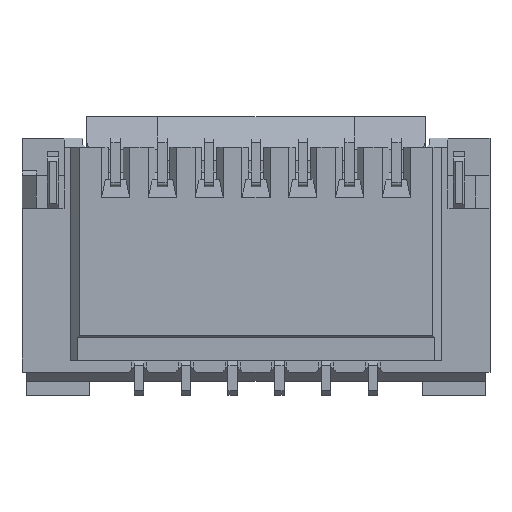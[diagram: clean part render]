
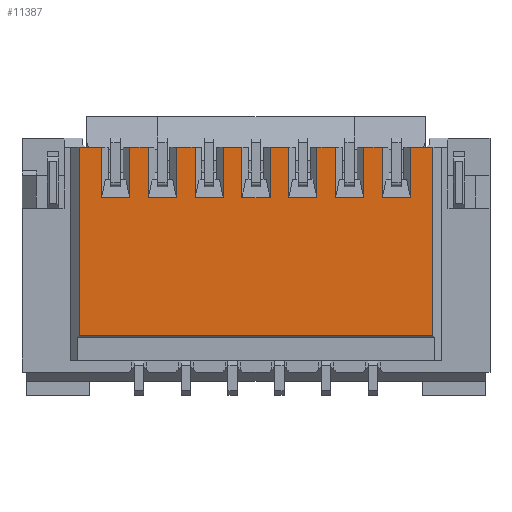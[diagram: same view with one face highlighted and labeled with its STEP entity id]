
A CAD part, front view. The second image highlights one B-rep face of the part: STEP entity #11387.
In plain terms, the highlighted planar face has unit normal (0, -1, 0).
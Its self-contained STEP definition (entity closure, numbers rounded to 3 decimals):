
#2365=DIRECTION('',(-1.,0.,0.));
#2366=VECTOR('',#2365,0.3);
#2367=CARTESIAN_POINT('',(1.65,-0.49,0.735));
#2368=LINE('',#2367,#2366);
#3021=DIRECTION('',(0.,0.,1.));
#3022=VECTOR('',#3021,0.54);
#3023=CARTESIAN_POINT('',(-1.65,-0.49,0.735));
#3024=LINE('',#3023,#3022);
#3025=DIRECTION('',(0.,0.,-1.));
#3026=VECTOR('',#3025,0.54);
#3027=CARTESIAN_POINT('',(-1.35,-0.49,1.275));
#3028=LINE('',#3027,#3026);
#3029=DIRECTION('',(1.,0.,0.));
#3030=VECTOR('',#3029,0.2);
#3031=CARTESIAN_POINT('',(-1.35,-0.49,1.275));
#3032=LINE('',#3031,#3030);
#3033=DIRECTION('',(0.,0.,1.));
#3034=VECTOR('',#3033,0.54);
#3035=CARTESIAN_POINT('',(-1.15,-0.49,0.735));
#3036=LINE('',#3035,#3034);
#3037=DIRECTION('',(0.,0.,-1.));
#3038=VECTOR('',#3037,0.54);
#3039=CARTESIAN_POINT('',(-0.85,-0.49,1.275));
#3040=LINE('',#3039,#3038);
#3041=DIRECTION('',(1.,0.,0.));
#3042=VECTOR('',#3041,0.2);
#3043=CARTESIAN_POINT('',(-0.85,-0.49,1.275));
#3044=LINE('',#3043,#3042);
#3045=DIRECTION('',(0.,0.,1.));
#3046=VECTOR('',#3045,0.54);
#3047=CARTESIAN_POINT('',(-0.65,-0.49,0.735));
#3048=LINE('',#3047,#3046);
#3049=DIRECTION('',(0.,0.,-1.));
#3050=VECTOR('',#3049,0.54);
#3051=CARTESIAN_POINT('',(-0.35,-0.49,1.275));
#3052=LINE('',#3051,#3050);
#3053=DIRECTION('',(1.,0.,0.));
#3054=VECTOR('',#3053,0.2);
#3055=CARTESIAN_POINT('',(-0.35,-0.49,1.275));
#3056=LINE('',#3055,#3054);
#3057=DIRECTION('',(0.,0.,1.));
#3058=VECTOR('',#3057,0.54);
#3059=CARTESIAN_POINT('',(-0.15,-0.49,0.735));
#3060=LINE('',#3059,#3058);
#3061=DIRECTION('',(0.,0.,-1.));
#3062=VECTOR('',#3061,0.54);
#3063=CARTESIAN_POINT('',(0.15,-0.49,1.275));
#3064=LINE('',#3063,#3062);
#3065=DIRECTION('',(1.,0.,0.));
#3066=VECTOR('',#3065,0.2);
#3067=CARTESIAN_POINT('',(0.15,-0.49,1.275));
#3068=LINE('',#3067,#3066);
#3069=DIRECTION('',(0.,0.,1.));
#3070=VECTOR('',#3069,0.54);
#3071=CARTESIAN_POINT('',(0.35,-0.49,0.735));
#3072=LINE('',#3071,#3070);
#3073=DIRECTION('',(0.,0.,-1.));
#3074=VECTOR('',#3073,0.54);
#3075=CARTESIAN_POINT('',(0.65,-0.49,1.275));
#3076=LINE('',#3075,#3074);
#3077=DIRECTION('',(1.,0.,0.));
#3078=VECTOR('',#3077,0.2);
#3079=CARTESIAN_POINT('',(0.65,-0.49,1.275));
#3080=LINE('',#3079,#3078);
#3081=DIRECTION('',(0.,0.,1.));
#3082=VECTOR('',#3081,0.54);
#3083=CARTESIAN_POINT('',(0.85,-0.49,0.735));
#3084=LINE('',#3083,#3082);
#3085=DIRECTION('',(0.,0.,-1.));
#3086=VECTOR('',#3085,0.54);
#3087=CARTESIAN_POINT('',(1.15,-0.49,1.275));
#3088=LINE('',#3087,#3086);
#3089=DIRECTION('',(1.,0.,0.));
#3090=VECTOR('',#3089,0.2);
#3091=CARTESIAN_POINT('',(1.15,-0.49,1.275));
#3092=LINE('',#3091,#3090);
#3093=DIRECTION('',(0.,0.,1.));
#3094=VECTOR('',#3093,0.54);
#3095=CARTESIAN_POINT('',(1.35,-0.49,0.735));
#3096=LINE('',#3095,#3094);
#3097=DIRECTION('',(0.,0.,-1.));
#3098=VECTOR('',#3097,0.54);
#3099=CARTESIAN_POINT('',(1.65,-0.49,1.275));
#3100=LINE('',#3099,#3098);
#3101=DIRECTION('',(1.,0.,0.));
#3102=VECTOR('',#3101,0.24);
#3103=CARTESIAN_POINT('',(1.65,-0.49,1.275));
#3104=LINE('',#3103,#3102);
#3105=DIRECTION('',(0.,0.,-1.));
#3106=VECTOR('',#3105,2.01);
#3107=CARTESIAN_POINT('',(1.89,-0.49,1.275));
#3108=LINE('',#3107,#3106);
#3109=DIRECTION('',(0.,0.,-1.));
#3110=VECTOR('',#3109,2.01);
#3111=CARTESIAN_POINT('',(-1.89,-0.49,1.275));
#3112=LINE('',#3111,#3110);
#3113=DIRECTION('',(1.,0.,0.));
#3114=VECTOR('',#3113,0.24);
#3115=CARTESIAN_POINT('',(-1.89,-0.49,1.275));
#3116=LINE('',#3115,#3114);
#3251=DIRECTION('',(-1.,0.,0.));
#3252=VECTOR('',#3251,0.3);
#3253=CARTESIAN_POINT('',(0.65,-0.49,0.735));
#3254=LINE('',#3253,#3252);
#3459=DIRECTION('',(-1.,0.,0.));
#3460=VECTOR('',#3459,0.3);
#3461=CARTESIAN_POINT('',(1.15,-0.49,0.735));
#3462=LINE('',#3461,#3460);
#3491=DIRECTION('',(-1.,0.,0.));
#3492=VECTOR('',#3491,0.3);
#3493=CARTESIAN_POINT('',(0.15,-0.49,0.735));
#3494=LINE('',#3493,#3492);
#3699=DIRECTION('',(-1.,0.,0.));
#3700=VECTOR('',#3699,0.3);
#3701=CARTESIAN_POINT('',(-0.35,-0.49,0.735));
#3702=LINE('',#3701,#3700);
#3907=DIRECTION('',(-1.,0.,0.));
#3908=VECTOR('',#3907,0.3);
#3909=CARTESIAN_POINT('',(-0.85,-0.49,0.735));
#3910=LINE('',#3909,#3908);
#4115=DIRECTION('',(-1.,0.,0.));
#4116=VECTOR('',#4115,0.3);
#4117=CARTESIAN_POINT('',(-1.35,-0.49,0.735));
#4118=LINE('',#4117,#4116);
#4323=DIRECTION('',(1.,0.,0.));
#4324=VECTOR('',#4323,3.78);
#4325=CARTESIAN_POINT('',(-1.89,-0.49,-0.735));
#4326=LINE('',#4325,#4324);
#5753=CARTESIAN_POINT('',(1.89,-0.49,1.275));
#5754=CARTESIAN_POINT('',(1.89,-0.49,-0.735));
#5755=VERTEX_POINT('',#5753);
#5756=VERTEX_POINT('',#5754);
#5761=CARTESIAN_POINT('',(-1.89,-0.49,-0.735));
#5762=VERTEX_POINT('',#5761);
#6025=CARTESIAN_POINT('',(-1.89,-0.49,1.275));
#6026=VERTEX_POINT('',#6025);
#6647=CARTESIAN_POINT('',(1.35,-0.49,1.275));
#6649=VERTEX_POINT('',#6647);
#6653=CARTESIAN_POINT('',(1.35,-0.49,0.735));
#6654=VERTEX_POINT('',#6653);
#6663=CARTESIAN_POINT('',(1.65,-0.49,1.275));
#6664=VERTEX_POINT('',#6663);
#6665=CARTESIAN_POINT('',(1.65,-0.49,0.735));
#6666=VERTEX_POINT('',#6665);
#6669=CARTESIAN_POINT('',(0.85,-0.49,1.275));
#6671=VERTEX_POINT('',#6669);
#6675=CARTESIAN_POINT('',(0.85,-0.49,0.735));
#6676=VERTEX_POINT('',#6675);
#6681=CARTESIAN_POINT('',(1.15,-0.49,1.275));
#6682=VERTEX_POINT('',#6681);
#6683=CARTESIAN_POINT('',(1.15,-0.49,0.735));
#6684=VERTEX_POINT('',#6683);
#6691=CARTESIAN_POINT('',(0.35,-0.49,1.275));
#6693=VERTEX_POINT('',#6691);
#6697=CARTESIAN_POINT('',(0.35,-0.49,0.735));
#6698=VERTEX_POINT('',#6697);
#6703=CARTESIAN_POINT('',(0.65,-0.49,1.275));
#6704=VERTEX_POINT('',#6703);
#6705=CARTESIAN_POINT('',(0.65,-0.49,0.735));
#6706=VERTEX_POINT('',#6705);
#6713=CARTESIAN_POINT('',(-0.15,-0.49,1.275));
#6715=VERTEX_POINT('',#6713);
#6719=CARTESIAN_POINT('',(-0.15,-0.49,0.735));
#6720=VERTEX_POINT('',#6719);
#6725=CARTESIAN_POINT('',(0.15,-0.49,1.275));
#6726=VERTEX_POINT('',#6725);
#6727=CARTESIAN_POINT('',(0.15,-0.49,0.735));
#6728=VERTEX_POINT('',#6727);
#6735=CARTESIAN_POINT('',(-0.65,-0.49,1.275));
#6737=VERTEX_POINT('',#6735);
#6741=CARTESIAN_POINT('',(-0.65,-0.49,0.735));
#6742=VERTEX_POINT('',#6741);
#6747=CARTESIAN_POINT('',(-0.35,-0.49,1.275));
#6748=VERTEX_POINT('',#6747);
#6749=CARTESIAN_POINT('',(-0.35,-0.49,0.735));
#6750=VERTEX_POINT('',#6749);
#6757=CARTESIAN_POINT('',(-1.15,-0.49,1.275));
#6759=VERTEX_POINT('',#6757);
#6763=CARTESIAN_POINT('',(-1.15,-0.49,0.735));
#6764=VERTEX_POINT('',#6763);
#6769=CARTESIAN_POINT('',(-0.85,-0.49,1.275));
#6770=VERTEX_POINT('',#6769);
#6771=CARTESIAN_POINT('',(-0.85,-0.49,0.735));
#6772=VERTEX_POINT('',#6771);
#6779=CARTESIAN_POINT('',(-1.65,-0.49,1.275));
#6781=VERTEX_POINT('',#6779);
#6785=CARTESIAN_POINT('',(-1.65,-0.49,0.735));
#6786=VERTEX_POINT('',#6785);
#6791=CARTESIAN_POINT('',(-1.35,-0.49,1.275));
#6792=VERTEX_POINT('',#6791);
#6793=CARTESIAN_POINT('',(-1.35,-0.49,0.735));
#6794=VERTEX_POINT('',#6793);
#11327=CARTESIAN_POINT('',(-2.5,-0.49,1.275));
#11328=DIRECTION('',(0.,-1.,0.));
#11329=DIRECTION('',(0.,0.,-1.));
#11330=AXIS2_PLACEMENT_3D('',#11327,#11328,#11329);
#11331=PLANE('',#11330);
#11333=ORIENTED_EDGE('',*,*,#11332,.F.);
#11335=ORIENTED_EDGE('',*,*,#11334,.F.);
#11337=ORIENTED_EDGE('',*,*,#11336,.F.);
#11338=ORIENTED_EDGE('',*,*,#10505,.T.);
#11340=ORIENTED_EDGE('',*,*,#11339,.F.);
#11342=ORIENTED_EDGE('',*,*,#11341,.F.);
#11344=ORIENTED_EDGE('',*,*,#11343,.F.);
#11345=ORIENTED_EDGE('',*,*,#10462,.T.);
#11347=ORIENTED_EDGE('',*,*,#11346,.F.);
#11349=ORIENTED_EDGE('',*,*,#11348,.F.);
#11351=ORIENTED_EDGE('',*,*,#11350,.F.);
#11352=ORIENTED_EDGE('',*,*,#10442,.T.);
#11354=ORIENTED_EDGE('',*,*,#11353,.F.);
#11356=ORIENTED_EDGE('',*,*,#11355,.F.);
#11358=ORIENTED_EDGE('',*,*,#11357,.F.);
#11359=ORIENTED_EDGE('',*,*,#10422,.T.);
#11361=ORIENTED_EDGE('',*,*,#11360,.F.);
#11363=ORIENTED_EDGE('',*,*,#11362,.F.);
#11365=ORIENTED_EDGE('',*,*,#11364,.F.);
#11366=ORIENTED_EDGE('',*,*,#10402,.T.);
#11368=ORIENTED_EDGE('',*,*,#11367,.F.);
#11370=ORIENTED_EDGE('',*,*,#11369,.F.);
#11371=ORIENTED_EDGE('',*,*,#11319,.F.);
#11372=ORIENTED_EDGE('',*,*,#10382,.T.);
#11374=ORIENTED_EDGE('',*,*,#11373,.F.);
#11375=ORIENTED_EDGE('',*,*,#10580,.F.);
#11376=ORIENTED_EDGE('',*,*,#10518,.F.);
#11377=ORIENTED_EDGE('',*,*,#10362,.T.);
#11379=ORIENTED_EDGE('',*,*,#11378,.T.);
#11381=ORIENTED_EDGE('',*,*,#11380,.F.);
#11383=ORIENTED_EDGE('',*,*,#11382,.F.);
#11384=ORIENTED_EDGE('',*,*,#10474,.T.);
#11385=EDGE_LOOP('',(#11333,#11335,#11337,#11338,#11340,#11342,#11344,#11345,
#11347,#11349,#11351,#11352,#11354,#11356,#11358,#11359,#11361,#11363,#11365,
#11366,#11368,#11370,#11371,#11372,#11374,#11375,#11376,#11377,#11379,#11381,
#11383,#11384));
#11386=FACE_OUTER_BOUND('',#11385,.F.);
#11387=ADVANCED_FACE('',(#11386),#11331,.T.);
#10362=EDGE_CURVE('',#6664,#5755,#3104,.T.);
#10382=EDGE_CURVE('',#6682,#6649,#3092,.T.);
#10402=EDGE_CURVE('',#6704,#6671,#3080,.T.);
#10422=EDGE_CURVE('',#6726,#6693,#3068,.T.);
#10442=EDGE_CURVE('',#6748,#6715,#3056,.T.);
#10462=EDGE_CURVE('',#6770,#6737,#3044,.T.);
#10474=EDGE_CURVE('',#6026,#6781,#3116,.T.);
#10505=EDGE_CURVE('',#6792,#6759,#3032,.T.);
#10518=EDGE_CURVE('',#6664,#6666,#3100,.T.);
#10580=EDGE_CURVE('',#6666,#6654,#2368,.T.);
#11319=EDGE_CURVE('',#6682,#6684,#3088,.T.);
#11332=EDGE_CURVE('',#6786,#6781,#3024,.T.);
#11334=EDGE_CURVE('',#6794,#6786,#4118,.T.);
#11336=EDGE_CURVE('',#6792,#6794,#3028,.T.);
#11339=EDGE_CURVE('',#6764,#6759,#3036,.T.);
#11341=EDGE_CURVE('',#6772,#6764,#3910,.T.);
#11343=EDGE_CURVE('',#6770,#6772,#3040,.T.);
#11346=EDGE_CURVE('',#6742,#6737,#3048,.T.);
#11348=EDGE_CURVE('',#6750,#6742,#3702,.T.);
#11350=EDGE_CURVE('',#6748,#6750,#3052,.T.);
#11353=EDGE_CURVE('',#6720,#6715,#3060,.T.);
#11355=EDGE_CURVE('',#6728,#6720,#3494,.T.);
#11357=EDGE_CURVE('',#6726,#6728,#3064,.T.);
#11360=EDGE_CURVE('',#6698,#6693,#3072,.T.);
#11362=EDGE_CURVE('',#6706,#6698,#3254,.T.);
#11364=EDGE_CURVE('',#6704,#6706,#3076,.T.);
#11367=EDGE_CURVE('',#6676,#6671,#3084,.T.);
#11369=EDGE_CURVE('',#6684,#6676,#3462,.T.);
#11373=EDGE_CURVE('',#6654,#6649,#3096,.T.);
#11378=EDGE_CURVE('',#5755,#5756,#3108,.T.);
#11380=EDGE_CURVE('',#5762,#5756,#4326,.T.);
#11382=EDGE_CURVE('',#6026,#5762,#3112,.T.);
